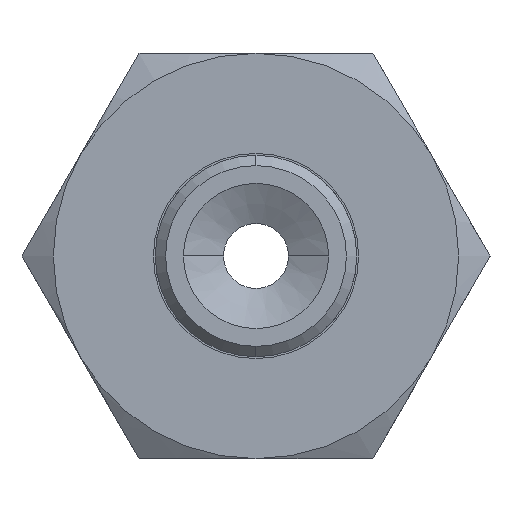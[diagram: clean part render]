
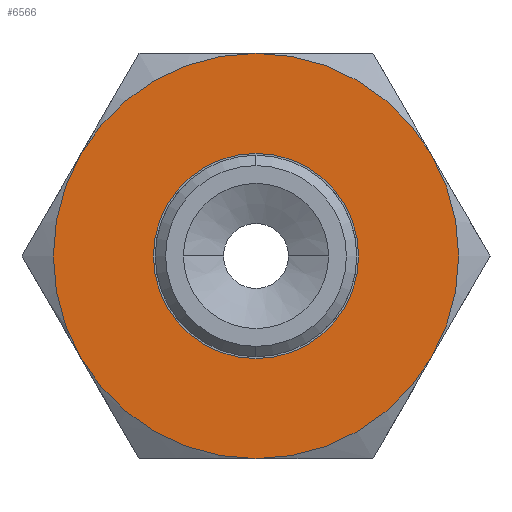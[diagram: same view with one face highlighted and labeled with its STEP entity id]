
A CAD part, left-side view. The second image highlights one B-rep face of the part: STEP entity #6566.
In plain terms, the highlighted planar face has unit normal (-1, 0, 0).
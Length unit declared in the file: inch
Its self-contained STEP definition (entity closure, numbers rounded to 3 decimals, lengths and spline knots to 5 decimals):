
#25 = VERTEX_POINT ( 'NONE', #1244 ) ;
#317 = CIRCLE ( 'NONE', #5142, 0.5625 ) ;
#326 = DIRECTION ( 'NONE',  ( 0., -0.5, 0.866 ) ) ;
#358 = DIRECTION ( 'NONE',  ( -1., 0., 0. ) ) ;
#397 = EDGE_LOOP ( 'NONE', ( #694, #1212 ) ) ;
#694 = ORIENTED_EDGE ( 'NONE', *, *, #3635, .T. ) ;
#882 = DIRECTION ( 'NONE',  ( 1., 0., 0. ) ) ;
#885 = CIRCLE ( 'NONE', #9151, 0.5625 ) ;
#904 = ORIENTED_EDGE ( 'NONE', *, *, #6945, .T. ) ;
#977 = DIRECTION ( 'NONE',  ( 0., 0., -1. ) ) ;
#1048 = EDGE_CURVE ( 'NONE', #8635, #25, #885, .T. ) ;
#1145 = VERTEX_POINT ( 'NONE', #7208 ) ;
#1212 = ORIENTED_EDGE ( 'NONE', *, *, #10082, .T. ) ;
#1244 = CARTESIAN_POINT ( 'NONE',  ( -0.9445, -0.48779, 0.28012 ) ) ;
#1259 = CARTESIAN_POINT ( 'NONE',  ( -0.9445, -0.48779, -0.28012 ) ) ;
#1577 = DIRECTION ( 'NONE',  ( 0., 0., 1. ) ) ;
#1714 = EDGE_CURVE ( 'NONE', #25, #10974, #12185, .T. ) ;
#1738 = VERTEX_POINT ( 'NONE', #11685 ) ;
#1745 = DIRECTION ( 'NONE',  ( 0., 0., 1. ) ) ;
#2001 = CARTESIAN_POINT ( 'NONE',  ( -0.9445, -0.48779, -0.28012 ) ) ;
#2035 = DIRECTION ( 'NONE',  ( 0., 0., 1. ) ) ;
#2041 = ORIENTED_EDGE ( 'NONE', *, *, #10840, .T. ) ;
#3068 = CARTESIAN_POINT ( 'NONE',  ( -0.9445, 0., 0. ) ) ;
#3635 = EDGE_CURVE ( 'NONE', #1145, #5788, #10471, .T. ) ;
#4236 = CARTESIAN_POINT ( 'NONE',  ( -0.9445, 0., 0. ) ) ;
#4531 = AXIS2_PLACEMENT_3D ( 'NONE', #4236, #9438, #977 ) ;
#4900 = DIRECTION ( 'NONE',  ( -1., 0., 0. ) ) ;
#5120 = ORIENTED_EDGE ( 'NONE', *, *, #6664, .T. ) ;
#5142 = AXIS2_PLACEMENT_3D ( 'NONE', #6627, #358, #1577 ) ;
#5163 = DIRECTION ( 'NONE',  ( 0., 0., -1. ) ) ;
#5227 = CARTESIAN_POINT ( 'NONE',  ( -0.9445, 0., 0. ) ) ;
#5293 = ORIENTED_EDGE ( 'NONE', *, *, #1714, .T. ) ;
#5529 = CARTESIAN_POINT ( 'NONE',  ( -0.9445, -0.48649, 0.28238 ) ) ;
#5594 = DIRECTION ( 'NONE',  ( -1., 0., 0. ) ) ;
#5788 = VERTEX_POINT ( 'NONE', #11884 ) ;
#5913 = AXIS2_PLACEMENT_3D ( 'NONE', #3068, #11403, #5163 ) ;
#5924 = FACE_BOUND ( 'NONE', #397, .T. ) ;
#5951 = CARTESIAN_POINT ( 'NONE',  ( -0.9445, 0., 0. ) ) ;
#5964 = CARTESIAN_POINT ( 'NONE',  ( -0.9445, -0.48649, -0.28238 ) ) ;
#6518 = DIRECTION ( 'NONE',  ( 0., 0.5, 0.866 ) ) ;
#6554 = EDGE_LOOP ( 'NONE', ( #5293, #11606, #904, #5120, #2041, #7969 ) ) ;
#6566 = ADVANCED_FACE ( 'NONE', ( #5924, #9150 ), #11244, .F. ) ;
#6627 = CARTESIAN_POINT ( 'NONE',  ( -0.9445, 0., 0. ) ) ;
#6664 = EDGE_CURVE ( 'NONE', #1738, #7922, #10602, .T. ) ;
#6945 = EDGE_CURVE ( 'NONE', #11821, #1738, #317, .T. ) ;
#7208 = CARTESIAN_POINT ( 'NONE',  ( -0.9445, 0., -0.28475 ) ) ;
#7231 = DIRECTION ( 'NONE',  ( -1., 0., 0. ) ) ;
#7922 = VERTEX_POINT ( 'NONE', #5964 ) ;
#7969 = ORIENTED_EDGE ( 'NONE', *, *, #1048, .T. ) ;
#8179 = AXIS2_PLACEMENT_3D ( 'NONE', #11200, #882, #13405 ) ;
#8326 = CARTESIAN_POINT ( 'NONE',  ( -0.9445, 0., 0.5625 ) ) ;
#8635 = VERTEX_POINT ( 'NONE', #2001 ) ;
#8679 = DIRECTION ( 'NONE',  ( 0., 0., 1. ) ) ;
#9150 = FACE_OUTER_BOUND ( 'NONE', #6554, .T. ) ;
#9151 = AXIS2_PLACEMENT_3D ( 'NONE', #5951, #4900, #1745 ) ;
#9349 = VECTOR ( 'NONE', #6518, 39.37008 ) ;
#9429 = VECTOR ( 'NONE', #326, 39.37008 ) ;
#9438 = DIRECTION ( 'NONE',  ( 1., 0., 0. ) ) ;
#9527 = AXIS2_PLACEMENT_3D ( 'NONE', #9813, #5594, #8679 ) ;
#9746 = EDGE_CURVE ( 'NONE', #10974, #11821, #11402, .T. ) ;
#9784 = LINE ( 'NONE', #1259, #9429 ) ;
#9813 = CARTESIAN_POINT ( 'NONE',  ( -0.9445, 0., 0. ) ) ;
#10082 = EDGE_CURVE ( 'NONE', #5788, #1145, #11841, .T. ) ;
#10471 = CIRCLE ( 'NONE', #4531, 0.28475 ) ;
#10602 = CIRCLE ( 'NONE', #12405, 0.5625 ) ;
#10840 = EDGE_CURVE ( 'NONE', #7922, #8635, #9784, .T. ) ;
#10974 = VERTEX_POINT ( 'NONE', #13052 ) ;
#11200 = CARTESIAN_POINT ( 'NONE',  ( -0.9445, 0., 0. ) ) ;
#11244 = PLANE ( 'NONE',  #8179 ) ;
#11402 = CIRCLE ( 'NONE', #9527, 0.5625 ) ;
#11403 = DIRECTION ( 'NONE',  ( 1., 0., 0. ) ) ;
#11606 = ORIENTED_EDGE ( 'NONE', *, *, #9746, .T. ) ;
#11685 = CARTESIAN_POINT ( 'NONE',  ( -0.9445, 0., -0.5625 ) ) ;
#11821 = VERTEX_POINT ( 'NONE', #8326 ) ;
#11841 = CIRCLE ( 'NONE', #5913, 0.28475 ) ;
#11884 = CARTESIAN_POINT ( 'NONE',  ( -0.9445, 0., 0.28475 ) ) ;
#12185 = LINE ( 'NONE', #5529, #9349 ) ;
#12405 = AXIS2_PLACEMENT_3D ( 'NONE', #5227, #7231, #2035 ) ;
#13052 = CARTESIAN_POINT ( 'NONE',  ( -0.9445, -0.48649, 0.28238 ) ) ;
#13405 = DIRECTION ( 'NONE',  ( 0., 0., -1. ) ) ;
